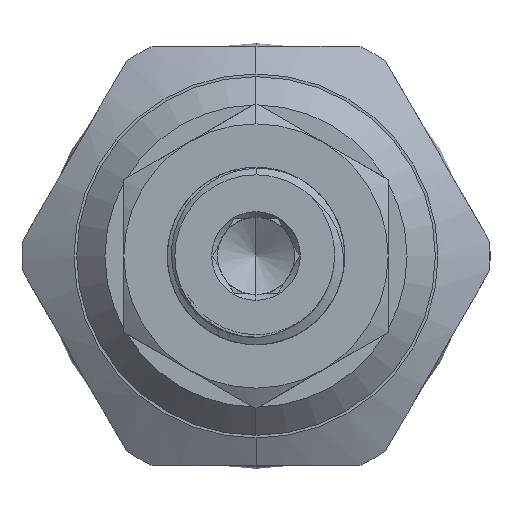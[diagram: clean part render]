
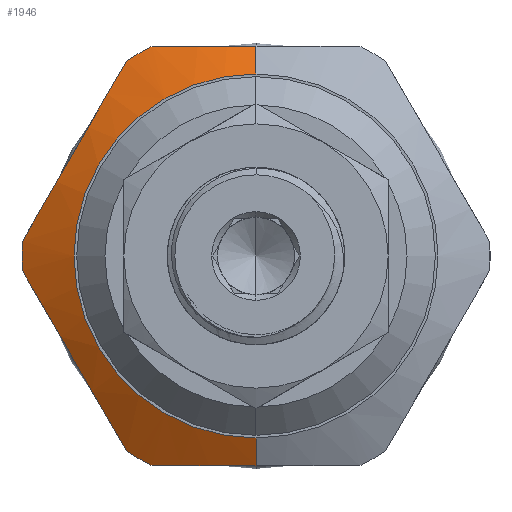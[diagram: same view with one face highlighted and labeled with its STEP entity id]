
A CAD part, left-side view. The second image highlights one B-rep face of the part: STEP entity #1946.
In plain terms, the highlighted conical face has half-angle 60 degrees and reference radius 9.642 mm.
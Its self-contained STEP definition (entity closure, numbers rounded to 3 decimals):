
#6 = EDGE_CURVE ( 'NONE', #3661, #3961, #441, .T. ) ;
#10 = EDGE_CURVE ( 'NONE', #3921, #3759, #439, .T. ) ;
#20 = EDGE_CURVE ( 'NONE', #3941, #3657, #436, .T. ) ;
#33 = EDGE_CURVE ( 'NONE', #4275, #3961, #1422, .T. ) ;
#35 = EDGE_CURVE ( 'NONE', #3921, #3663, #1103, .T. ) ;
#36 = EDGE_CURVE ( 'NONE', #4275, #3663, #432, .T. ) ;
#73 = EDGE_CURVE ( 'NONE', #3711, #3941, #1364, .T. ) ;
#168 = EDGE_CURVE ( 'NONE', #3661, #3657, #923, .T. ) ;
#250 = EDGE_CURVE ( 'NONE', #3616, #3711, #1384, .T. ) ;
#252 = EDGE_CURVE ( 'NONE', #3616, #3759, #1469, .T. ) ;
#432 = B_SPLINE_CURVE_WITH_KNOTS ( 'NONE', 3,
 ( #5522, #5518, #5547, #5562, #5531, #5544, #5546, #5569, #5543, #5552 ),
 .UNSPECIFIED., .F., .F.,
 ( 4, 2, 2, 2, 4 ),
 ( 0., 0.003, 0.006, 0.008, 0.011 ),
 .UNSPECIFIED. ) ;
#436 = B_SPLINE_CURVE_WITH_KNOTS ( 'NONE', 3,
 ( #501, #477, #492, #482, #496, #485, #478, #499 ),
 .UNSPECIFIED., .F., .F.,
 ( 4, 2, 2, 4 ),
 ( 0.016, 0.018, 0.019, 0.022 ),
 .UNSPECIFIED. ) ;
#439 = B_SPLINE_CURVE_WITH_KNOTS ( 'NONE', 3,
 ( #5508, #935, #5610, #5600, #4940, #5510, #3272, #484 ),
 .UNSPECIFIED., .F., .F.,
 ( 4, 2, 2, 4 ),
 ( 0.007, 0.01, 0.011, 0.012 ),
 .UNSPECIFIED. ) ;
#441 = B_SPLINE_CURVE_WITH_KNOTS ( 'NONE', 3,
 ( #5612, #5609, #5620, #5625, #5629, #5615, #5616, #5634, #5602, #5613 ),
 .UNSPECIFIED., .F., .F.,
 ( 4, 2, 2, 2, 4 ),
 ( 0., 0.003, 0.006, 0.008, 0.011 ),
 .UNSPECIFIED. ) ;
#477 = CARTESIAN_POINT ( 'NONE',  ( 12.848, 0.462, -11.11 ) ) ;
#478 = CARTESIAN_POINT ( 'NONE',  ( 13.363, 4.613, -11.11 ) ) ;
#482 = CARTESIAN_POINT ( 'NONE',  ( 12.931, 1.853, -11.11 ) ) ;
#484 = CARTESIAN_POINT ( 'NONE',  ( 12.848, 0., 11.11 ) ) ;
#485 = CARTESIAN_POINT ( 'NONE',  ( 13.175, 3.706, -11.11 ) ) ;
#492 = CARTESIAN_POINT ( 'NONE',  ( 12.864, 0.926, -11.11 ) ) ;
#496 = CARTESIAN_POINT ( 'NONE',  ( 12.981, 2.32, -11.11 ) ) ;
#499 = CARTESIAN_POINT ( 'NONE',  ( 13.592, 5.507, -11.11 ) ) ;
#501 = CARTESIAN_POINT ( 'NONE',  ( 12.848, 0., -11.11 ) ) ;
#545 = AXIS2_PLACEMENT_3D ( 'NONE', #8770, #8771, #8769 ) ;
#923 = CIRCLE ( 'NONE', #1690, 12.4 ) ;
#935 = CARTESIAN_POINT ( 'NONE',  ( 13.363, 4.613, 11.11 ) ) ;
#1103 = CIRCLE ( 'NONE', #1731, 12.4 ) ;
#1360 = VECTOR ( 'NONE', #3455, 1000. ) ;
#1364 = LINE ( 'NONE', #3453, #1360 ) ;
#1384 = CIRCLE ( 'NONE', #5349, 9.642 ) ;
#1399 = EDGE_LOOP ( 'NONE', ( #3279, #3277, #3156, #3149, #3154, #3139, #3165, #3164, #3163, #3162 ) ) ;
#1405 = VECTOR ( 'NONE', #4739, 1000. ) ;
#1422 = CIRCLE ( 'NONE', #1730, 12.4 ) ;
#1469 = LINE ( 'NONE', #4736, #1405 ) ;
#1690 = AXIS2_PLACEMENT_3D ( 'NONE', #5416, #5417, #5418 ) ;
#1730 = AXIS2_PLACEMENT_3D ( 'NONE', #5553, #5515, #5537 ) ;
#1731 = AXIS2_PLACEMENT_3D ( 'NONE', #5517, #5549, #5554 ) ;
#1946 = ADVANCED_FACE ( 'NONE', ( #4968 ), #4971, .T. ) ;
#3139 = ORIENTED_EDGE ( 'NONE', *, *, #33, .T. ) ;
#3149 = ORIENTED_EDGE ( 'NONE', *, *, #35, .T. ) ;
#3154 = ORIENTED_EDGE ( 'NONE', *, *, #36, .F. ) ;
#3156 = ORIENTED_EDGE ( 'NONE', *, *, #10, .F. ) ;
#3162 = ORIENTED_EDGE ( 'NONE', *, *, #73, .F. ) ;
#3163 = ORIENTED_EDGE ( 'NONE', *, *, #20, .F. ) ;
#3164 = ORIENTED_EDGE ( 'NONE', *, *, #168, .T. ) ;
#3165 = ORIENTED_EDGE ( 'NONE', *, *, #6, .F. ) ;
#3272 = CARTESIAN_POINT ( 'NONE',  ( 12.848, 0.462, 11.11 ) ) ;
#3277 = ORIENTED_EDGE ( 'NONE', *, *, #252, .T. ) ;
#3279 = ORIENTED_EDGE ( 'NONE', *, *, #250, .F. ) ;
#3453 = CARTESIAN_POINT ( 'NONE',  ( 12., 0., -9.642 ) ) ;
#3455 = DIRECTION ( 'NONE',  ( 0.5, 0., -0.866 ) ) ;
#3616 = VERTEX_POINT ( 'NONE', #9446 ) ;
#3657 = VERTEX_POINT ( 'NONE', #9461 ) ;
#3661 = VERTEX_POINT ( 'NONE', #9464 ) ;
#3663 = VERTEX_POINT ( 'NONE', #9458 ) ;
#3711 = VERTEX_POINT ( 'NONE', #9478 ) ;
#3759 = VERTEX_POINT ( 'NONE', #9492 ) ;
#3921 = VERTEX_POINT ( 'NONE', #9522 ) ;
#3941 = VERTEX_POINT ( 'NONE', #9539 ) ;
#3961 = VERTEX_POINT ( 'NONE', #9559 ) ;
#4275 = VERTEX_POINT ( 'NONE', #9629 ) ;
#4733 = CARTESIAN_POINT ( 'NONE',  ( 12., 0., 0. ) ) ;
#4734 = DIRECTION ( 'NONE',  ( -1., 0., 0. ) ) ;
#4735 = DIRECTION ( 'NONE',  ( 0., 0., 1. ) ) ;
#4736 = CARTESIAN_POINT ( 'NONE',  ( 12., 0., 9.642 ) ) ;
#4739 = DIRECTION ( 'NONE',  ( 0.5, 0., 0.866 ) ) ;
#4940 = CARTESIAN_POINT ( 'NONE',  ( 12.931, 1.853, 11.11 ) ) ;
#4968 = FACE_OUTER_BOUND ( 'NONE', #1399, .T. ) ;
#4971 = CONICAL_SURFACE ( 'NONE', #545, 9.642, 1.047 ) ;
#5349 = AXIS2_PLACEMENT_3D ( 'NONE', #4733, #4734, #4735 ) ;
#5416 = CARTESIAN_POINT ( 'NONE',  ( 13.592, 0., 0. ) ) ;
#5417 = DIRECTION ( 'NONE',  ( -1., 0., 0. ) ) ;
#5418 = DIRECTION ( 'NONE',  ( 0., 0., -1. ) ) ;
#5508 = CARTESIAN_POINT ( 'NONE',  ( 13.592, 5.507, 11.11 ) ) ;
#5510 = CARTESIAN_POINT ( 'NONE',  ( 12.864, 0.926, 11.11 ) ) ;
#5515 = DIRECTION ( 'NONE',  ( -1., 0., 0. ) ) ;
#5517 = CARTESIAN_POINT ( 'NONE',  ( 13.592, 0., 0. ) ) ;
#5518 = CARTESIAN_POINT ( 'NONE',  ( 13.361, 11.923, 1.568 ) ) ;
#5522 = CARTESIAN_POINT ( 'NONE',  ( 13.592, 12.375, 0.786 ) ) ;
#5531 = CARTESIAN_POINT ( 'NONE',  ( 12.848, 10.095, 4.735 ) ) ;
#5537 = DIRECTION ( 'NONE',  ( 0., 0., -1. ) ) ;
#5543 = CARTESIAN_POINT ( 'NONE',  ( 13.36, 7.321, 9.54 ) ) ;
#5544 = CARTESIAN_POINT ( 'NONE',  ( 12.847, 9.167, 6.342 ) ) ;
#5546 = CARTESIAN_POINT ( 'NONE',  ( 12.915, 8.699, 7.153 ) ) ;
#5547 = CARTESIAN_POINT ( 'NONE',  ( 13.174, 11.47, 2.354 ) ) ;
#5549 = DIRECTION ( 'NONE',  ( -1., 0., 0. ) ) ;
#5552 = CARTESIAN_POINT ( 'NONE',  ( 13.592, 6.868, 10.324 ) ) ;
#5553 = CARTESIAN_POINT ( 'NONE',  ( 13.592, 0., 0. ) ) ;
#5554 = DIRECTION ( 'NONE',  ( 0., 0., -1. ) ) ;
#5562 = CARTESIAN_POINT ( 'NONE',  ( 12.917, 10.555, 3.938 ) ) ;
#5569 = CARTESIAN_POINT ( 'NONE',  ( 13.172, 7.777, 8.75 ) ) ;
#5600 = CARTESIAN_POINT ( 'NONE',  ( 12.981, 2.32, 11.11 ) ) ;
#5602 = CARTESIAN_POINT ( 'NONE',  ( 13.36, 11.923, -1.57 ) ) ;
#5609 = CARTESIAN_POINT ( 'NONE',  ( 13.361, 7.32, -9.542 ) ) ;
#5610 = CARTESIAN_POINT ( 'NONE',  ( 13.175, 3.706, 11.11 ) ) ;
#5612 = CARTESIAN_POINT ( 'NONE',  ( 13.592, 6.868, -10.324 ) ) ;
#5613 = CARTESIAN_POINT ( 'NONE',  ( 13.592, 12.375, -0.786 ) ) ;
#5615 = CARTESIAN_POINT ( 'NONE',  ( 12.847, 10.076, -4.768 ) ) ;
#5616 = CARTESIAN_POINT ( 'NONE',  ( 12.915, 10.544, -3.957 ) ) ;
#5620 = CARTESIAN_POINT ( 'NONE',  ( 13.174, 7.774, -8.756 ) ) ;
#5625 = CARTESIAN_POINT ( 'NONE',  ( 12.917, 8.688, -7.172 ) ) ;
#5629 = CARTESIAN_POINT ( 'NONE',  ( 12.848, 9.148, -6.375 ) ) ;
#5634 = CARTESIAN_POINT ( 'NONE',  ( 13.172, 11.466, -2.36 ) ) ;
#8769 = DIRECTION ( 'NONE',  ( 0., 0., -1. ) ) ;
#8770 = CARTESIAN_POINT ( 'NONE',  ( 12., 0., 0. ) ) ;
#8771 = DIRECTION ( 'NONE',  ( 1., 0., 0. ) ) ;
#9446 = CARTESIAN_POINT ( 'NONE',  ( 12., 0., 9.642 ) ) ;
#9458 = CARTESIAN_POINT ( 'NONE',  ( 13.592, 6.868, 10.324 ) ) ;
#9461 = CARTESIAN_POINT ( 'NONE',  ( 13.592, 5.507, -11.11 ) ) ;
#9464 = CARTESIAN_POINT ( 'NONE',  ( 13.592, 6.868, -10.324 ) ) ;
#9478 = CARTESIAN_POINT ( 'NONE',  ( 12., 0., -9.642 ) ) ;
#9492 = CARTESIAN_POINT ( 'NONE',  ( 12.848, 0., 11.11 ) ) ;
#9522 = CARTESIAN_POINT ( 'NONE',  ( 13.592, 5.507, 11.11 ) ) ;
#9539 = CARTESIAN_POINT ( 'NONE',  ( 12.848, 0., -11.11 ) ) ;
#9559 = CARTESIAN_POINT ( 'NONE',  ( 13.592, 12.375, -0.786 ) ) ;
#9629 = CARTESIAN_POINT ( 'NONE',  ( 13.592, 12.375, 0.786 ) ) ;
